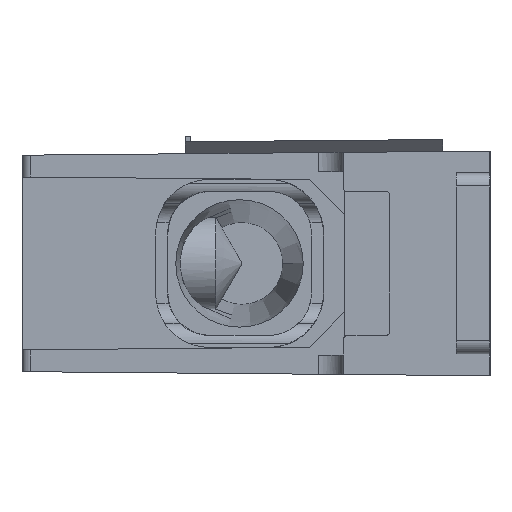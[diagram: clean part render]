
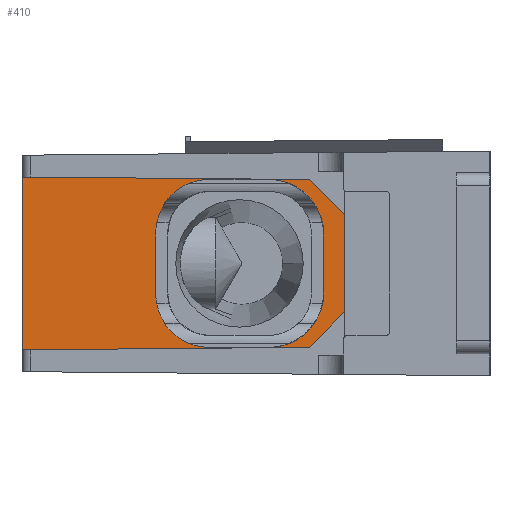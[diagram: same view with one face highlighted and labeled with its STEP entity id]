
A CAD part, left-side view. The second image highlights one B-rep face of the part: STEP entity #410.
In plain terms, the highlighted planar face has unit normal (-1, 0.009, 0).
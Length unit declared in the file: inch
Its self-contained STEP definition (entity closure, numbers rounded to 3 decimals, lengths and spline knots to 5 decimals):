
#410 = ADVANCED_FACE ( 'NONE', ( #931, #932 ), #2301, .T. ) ;
#931 = FACE_BOUND ( 'NONE', #4847, .T. ) ;
#932 = FACE_OUTER_BOUND ( 'NONE', #4848, .T. ) ;
#1241 = LINE ( 'NONE', #6491, #2686 ) ;
#1306 = LINE ( 'NONE', #6754, #2769 ) ;
#1322 = LINE ( 'NONE', #6944, #8159 ) ;
#1341 = LINE ( 'NONE', #7020, #8181 ) ;
#1347 = LINE ( 'NONE', #7032, #8187 ) ;
#1349 = LINE ( 'NONE', #7036, #8189 ) ;
#1350 = LINE ( 'NONE', #7038, #8190 ) ;
#1351 = LINE ( 'NONE', #7040, #8191 ) ;
#1352 = LINE ( 'NONE', #7042, #8193 ) ;
#1353 = LINE ( 'NONE', #7044, #8194 ) ;
#2301 = PLANE ( 'NONE',  #7759 ) ;
#2302 = CARTESIAN_POINT ( 'NONE',  ( -1.03498, 2.14756, 0.39629 ) ) ;
#2303 = DIRECTION ( 'NONE',  ( -1., 0.009, 0. ) ) ;
#2304 = DIRECTION ( 'NONE',  ( 0.009, 1., 0. ) ) ;
#2686 = VECTOR ( 'NONE', #6492, 39.37008 ) ;
#2760 = CIRCLE ( 'NONE', #2762, 0.25 ) ;
#2762 = AXIS2_PLACEMENT_3D ( 'NONE', #6724, #6725, #6726 ) ;
#2769 = VECTOR ( 'NONE', #6755, 39.37008 ) ;
#2770 = CIRCLE ( 'NONE', #2773, 0.25 ) ;
#2773 = AXIS2_PLACEMENT_3D ( 'NONE', #6791, #6792, #6793 ) ;
#2785 = CIRCLE ( 'NONE', #8152, 0.25 ) ;
#3023 = ORIENTED_EDGE ( 'NONE', *, *, #3937, .T. ) ;
#3025 = ORIENTED_EDGE ( 'NONE', *, *, #3894, .T. ) ;
#3026 = ORIENTED_EDGE ( 'NONE', *, *, #3964, .T. ) ;
#3027 = ORIENTED_EDGE ( 'NONE', *, *, #3926, .T. ) ;
#3028 = ORIENTED_EDGE ( 'NONE', *, *, #3932, .T. ) ;
#3029 = ORIENTED_EDGE ( 'NONE', *, *, #3965, .T. ) ;
#3030 = ORIENTED_EDGE ( 'NONE', *, *, #3955, .F. ) ;
#3031 = ORIENTED_EDGE ( 'NONE', *, *, #3905, .T. ) ;
#3032 = ORIENTED_EDGE ( 'NONE', *, *, #3900, .T. ) ;
#3033 = ORIENTED_EDGE ( 'NONE', *, *, #3961, .F. ) ;
#3034 = ORIENTED_EDGE ( 'NONE', *, *, #3966, .T. ) ;
#3035 = ORIENTED_EDGE ( 'NONE', *, *, #3963, .F. ) ;
#3036 = ORIENTED_EDGE ( 'NONE', *, *, #3821, .F. ) ;
#3037 = ORIENTED_EDGE ( 'NONE', *, *, #3967, .T. ) ;
#3189 = VERTEX_POINT ( 'NONE', #5892 ) ;
#3190 = VERTEX_POINT ( 'NONE', #5893 ) ;
#3219 = VERTEX_POINT ( 'NONE', #5922 ) ;
#3261 = VERTEX_POINT ( 'NONE', #5964 ) ;
#3408 = VERTEX_POINT ( 'NONE', #6113 ) ;
#3425 = VERTEX_POINT ( 'NONE', #6130 ) ;
#3482 = VERTEX_POINT ( 'NONE', #6187 ) ;
#3486 = VERTEX_POINT ( 'NONE', #6191 ) ;
#3501 = VERTEX_POINT ( 'NONE', #6206 ) ;
#3552 = VERTEX_POINT ( 'NONE', #6257 ) ;
#3561 = VERTEX_POINT ( 'NONE', #6266 ) ;
#3564 = VERTEX_POINT ( 'NONE', #6269 ) ;
#3570 = VERTEX_POINT ( 'NONE', #6275 ) ;
#3593 = VERTEX_POINT ( 'NONE', #6298 ) ;
#3821 = EDGE_CURVE ( 'NONE', #3190, #3189, #1241, .T. ) ;
#3894 = EDGE_CURVE ( 'NONE', #3482, #3408, #2760, .T. ) ;
#3900 = EDGE_CURVE ( 'NONE', #3501, #3482, #1306, .T. ) ;
#3905 = EDGE_CURVE ( 'NONE', #3552, #3501, #2770, .T. ) ;
#3926 = EDGE_CURVE ( 'NONE', #3561, #3564, #2785, .T. ) ;
#3932 = EDGE_CURVE ( 'NONE', #3570, #3561, #1322, .T. ) ;
#3937 = EDGE_CURVE ( 'NONE', #3593, #3570, #8160, .T. ) ;
#3955 = EDGE_CURVE ( 'NONE', #3189, #3219, #1341, .T. ) ;
#3961 = EDGE_CURVE ( 'NONE', #3486, #3261, #1347, .T. ) ;
#3963 = EDGE_CURVE ( 'NONE', #3425, #3190, #1349, .T. ) ;
#3964 = EDGE_CURVE ( 'NONE', #3408, #3593, #1350, .T. ) ;
#3965 = EDGE_CURVE ( 'NONE', #3564, #3552, #1351, .T. ) ;
#3966 = EDGE_CURVE ( 'NONE', #3486, #3219, #1352, .T. ) ;
#3967 = EDGE_CURVE ( 'NONE', #3425, #3261, #1353, .T. ) ;
#4847 = EDGE_LOOP ( 'NONE', ( #3025, #3026, #3023, #3028, #3027, #3029, #3031, #3032 ) ) ;
#4848 = EDGE_LOOP ( 'NONE', ( #3033, #3034, #3030, #3036, #3035, #3037 ) ) ;
#5892 = CARTESIAN_POINT ( 'NONE',  ( -1.035, 2.146, 0.39628 ) ) ;
#5893 = CARTESIAN_POINT ( 'NONE',  ( -1.035, 2.146, -0.39628 ) ) ;
#5922 = CARTESIAN_POINT ( 'NONE',  ( -1.04651, 0.82689, 0.38477 ) ) ;
#5964 = CARTESIAN_POINT ( 'NONE',  ( -1.04792, 0.66548, -0.22194 ) ) ;
#6113 = CARTESIAN_POINT ( 'NONE',  ( -1.04489, 1.01218, -0.385 ) ) ;
#6130 = CARTESIAN_POINT ( 'NONE',  ( -1.04652, 0.82547, -0.38475 ) ) ;
#6187 = CARTESIAN_POINT ( 'NONE',  ( -1.04707, 0.76219, -0.135 ) ) ;
#6191 = CARTESIAN_POINT ( 'NONE',  ( -1.04792, 0.66548, 0.22336 ) ) ;
#6206 = CARTESIAN_POINT ( 'NONE',  ( -1.04707, 0.76219, 0.135 ) ) ;
#6257 = CARTESIAN_POINT ( 'NONE',  ( -1.04489, 1.01218, 0.385 ) ) ;
#6266 = CARTESIAN_POINT ( 'NONE',  ( -1.04035, 1.53216, 0.135 ) ) ;
#6269 = CARTESIAN_POINT ( 'NONE',  ( -1.04254, 1.28217, 0.385 ) ) ;
#6275 = CARTESIAN_POINT ( 'NONE',  ( -1.04035, 1.53216, -0.135 ) ) ;
#6298 = CARTESIAN_POINT ( 'NONE',  ( -1.04254, 1.28217, -0.385 ) ) ;
#6491 = CARTESIAN_POINT ( 'NONE',  ( -1.035, 2.146, 0.515 ) ) ;
#6492 = DIRECTION ( 'NONE',  ( 0., 0., 1. ) ) ;
#6724 = CARTESIAN_POINT ( 'NONE',  ( -1.04489, 1.01218, -0.135 ) ) ;
#6725 = DIRECTION ( 'NONE',  ( 1., -0.009, 0. ) ) ;
#6726 = DIRECTION ( 'NONE',  ( 0.009, 1., 0. ) ) ;
#6754 = CARTESIAN_POINT ( 'NONE',  ( -1.04707, 0.76219, 0.135 ) ) ;
#6755 = DIRECTION ( 'NONE',  ( 0., 0., -1. ) ) ;
#6791 = CARTESIAN_POINT ( 'NONE',  ( -1.04489, 1.01218, 0.135 ) ) ;
#6792 = DIRECTION ( 'NONE',  ( 1., -0.009, 0. ) ) ;
#6793 = DIRECTION ( 'NONE',  ( 0.009, 1., 0. ) ) ;
#6914 = CARTESIAN_POINT ( 'NONE',  ( -1.04254, 1.28217, 0.135 ) ) ;
#6915 = DIRECTION ( 'NONE',  ( 1., -0.009, 0. ) ) ;
#6916 = DIRECTION ( 'NONE',  ( 0.009, 1., 0. ) ) ;
#6944 = CARTESIAN_POINT ( 'NONE',  ( -1.04035, 1.53216, 0.135 ) ) ;
#6945 = DIRECTION ( 'NONE',  ( 0., 0., 1. ) ) ;
#6981 = CARTESIAN_POINT ( 'NONE',  ( -1.04254, 1.28217, -0.135 ) ) ;
#6982 = DIRECTION ( 'NONE',  ( 1., -0.009, 0. ) ) ;
#6983 = DIRECTION ( 'NONE',  ( -0.009, -1., 0. ) ) ;
#7020 = CARTESIAN_POINT ( 'NONE',  ( -1.03498, 2.14756, 0.39629 ) ) ;
#7021 = DIRECTION ( 'NONE',  ( -0.009, -1., -0.009 ) ) ;
#7032 = CARTESIAN_POINT ( 'NONE',  ( -1.04792, 0.66548, 0.38336 ) ) ;
#7033 = DIRECTION ( 'NONE',  ( 0., 0., -1. ) ) ;
#7036 = CARTESIAN_POINT ( 'NONE',  ( -1.04792, 0.66548, -0.38336 ) ) ;
#7037 = DIRECTION ( 'NONE',  ( 0.009, 1., -0.009 ) ) ;
#7038 = CARTESIAN_POINT ( 'NONE',  ( -1.04254, 1.28217, -0.385 ) ) ;
#7039 = DIRECTION ( 'NONE',  ( 0.009, 1., 0. ) ) ;
#7040 = CARTESIAN_POINT ( 'NONE',  ( -1.04254, 1.28217, 0.385 ) ) ;
#7041 = DIRECTION ( 'NONE',  ( -0.009, -1., 0. ) ) ;
#7042 = CARTESIAN_POINT ( 'NONE',  ( -1.0407, 1.49299, 1.05089 ) ) ;
#7043 = DIRECTION ( 'NONE',  ( 0.006, 0.707, 0.707 ) ) ;
#7044 = CARTESIAN_POINT ( 'NONE',  ( -1.04426, 1.08453, -0.64838 ) ) ;
#7045 = DIRECTION ( 'NONE',  ( -0.006, -0.701, 0.713 ) ) ;
#7759 = AXIS2_PLACEMENT_3D ( 'NONE', #2302, #2303, #2304 ) ;
#8152 = AXIS2_PLACEMENT_3D ( 'NONE', #6914, #6915, #6916 ) ;
#8159 = VECTOR ( 'NONE', #6945, 39.37008 ) ;
#8160 = CIRCLE ( 'NONE', #8163, 0.25 ) ;
#8163 = AXIS2_PLACEMENT_3D ( 'NONE', #6981, #6982, #6983 ) ;
#8181 = VECTOR ( 'NONE', #7021, 39.37008 ) ;
#8187 = VECTOR ( 'NONE', #7033, 39.37008 ) ;
#8189 = VECTOR ( 'NONE', #7037, 39.37008 ) ;
#8190 = VECTOR ( 'NONE', #7039, 39.37008 ) ;
#8191 = VECTOR ( 'NONE', #7041, 39.37008 ) ;
#8193 = VECTOR ( 'NONE', #7043, 39.37008 ) ;
#8194 = VECTOR ( 'NONE', #7045, 39.37008 ) ;
